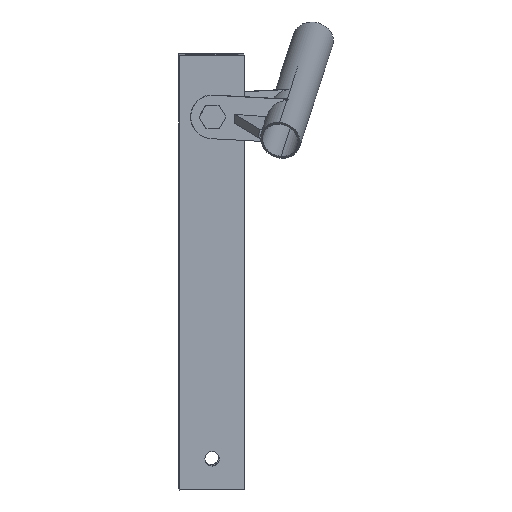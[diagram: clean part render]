
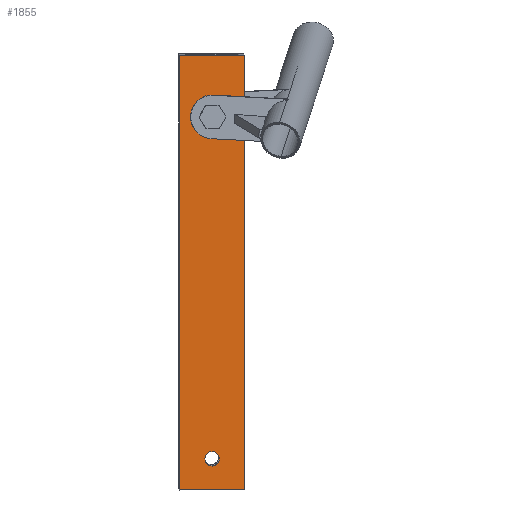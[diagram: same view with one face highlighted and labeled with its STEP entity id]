
A CAD part, left-side view. The second image highlights one B-rep face of the part: STEP entity #1855.
In plain terms, the highlighted face is planar.
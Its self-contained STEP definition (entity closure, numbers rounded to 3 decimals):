
#1755=CARTESIAN_POINT('Vertex',(-22.5,5.,-128.468)) ;
#1758=CARTESIAN_POINT('Axis2P3D Location',(-22.5,0.,-128.468)) ;
#1762=CARTESIAN_POINT('Vertex',(-22.5,-5.,-128.468)) ;
#1782=CARTESIAN_POINT('Axis2P3D Location',(-22.5,0.,-128.468)) ;
#1794=CARTESIAN_POINT('Axis2P3D Location',(-22.5,-22.5,0.)) ;
#1799=CARTESIAN_POINT('Line Origine',(-22.5,22.5,0.)) ;
#1803=CARTESIAN_POINT('Vertex',(-22.5,22.5,-150.)) ;
#1805=CARTESIAN_POINT('Vertex',(-22.5,22.5,150.)) ;
#1808=CARTESIAN_POINT('Line Origine',(-22.5,0.,-150.)) ;
#1812=CARTESIAN_POINT('Vertex',(-22.5,-22.5,-150.)) ;
#1815=CARTESIAN_POINT('Line Origine',(-22.5,-22.5,0.)) ;
#1819=CARTESIAN_POINT('Vertex',(-22.5,-22.5,150.)) ;
#1822=CARTESIAN_POINT('Line Origine',(-22.5,0.,150.)) ;
#1837=CARTESIAN_POINT('Axis2P3D Location',(-22.5,0.,107.659)) ;
#1841=CARTESIAN_POINT('Vertex',(-22.5,5.,107.659)) ;
#1843=CARTESIAN_POINT('Vertex',(-22.5,-5.,107.659)) ;
#1846=CARTESIAN_POINT('Axis2P3D Location',(-22.5,0.,107.659)) ;
#1759=DIRECTION('Axis2P3D Direction',(-1.,0.,0.)) ;
#1783=DIRECTION('Axis2P3D Direction',(-1.,0.,0.)) ;
#1795=DIRECTION('Axis2P3D Direction',(1.,0.,0.)) ;
#1796=DIRECTION('Axis2P3D XDirection',(0.,1.,0.)) ;
#1800=DIRECTION('Vector Direction',(0.,0.,1.)) ;
#1809=DIRECTION('Vector Direction',(0.,1.,0.)) ;
#1816=DIRECTION('Vector Direction',(0.,0.,1.)) ;
#1823=DIRECTION('Vector Direction',(0.,1.,0.)) ;
#1838=DIRECTION('Axis2P3D Direction',(1.,0.,0.)) ;
#1847=DIRECTION('Axis2P3D Direction',(1.,0.,0.)) ;
#1760=AXIS2_PLACEMENT_3D('Circle Axis2P3D',#1758,#1759,$) ;
#1784=AXIS2_PLACEMENT_3D('Circle Axis2P3D',#1782,#1783,$) ;
#1797=AXIS2_PLACEMENT_3D('Plane Axis2P3D',#1794,#1795,#1796) ;
#1839=AXIS2_PLACEMENT_3D('Circle Axis2P3D',#1837,#1838,$) ;
#1848=AXIS2_PLACEMENT_3D('Circle Axis2P3D',#1846,#1847,$) ;
#1828=ORIENTED_EDGE('',*,*,#1807,.F.) ;
#1829=ORIENTED_EDGE('',*,*,#1814,.T.) ;
#1830=ORIENTED_EDGE('',*,*,#1821,.T.) ;
#1831=ORIENTED_EDGE('',*,*,#1826,.F.) ;
#1834=ORIENTED_EDGE('',*,*,#1764,.F.) ;
#1835=ORIENTED_EDGE('',*,*,#1786,.F.) ;
#1852=ORIENTED_EDGE('',*,*,#1845,.F.) ;
#1853=ORIENTED_EDGE('',*,*,#1850,.F.) ;
#1836=FACE_BOUND('',#1833,.T.) ;
#1854=FACE_BOUND('',#1851,.T.) ;
#1801=VECTOR('Line Direction',#1800,1.) ;
#1810=VECTOR('Line Direction',#1809,1.) ;
#1817=VECTOR('Line Direction',#1816,1.) ;
#1824=VECTOR('Line Direction',#1823,1.) ;
#1855=ADVANCED_FACE('Corps principal',(#1832,#1836,#1854),#1798,.F.) ;
#1761=CIRCLE('generated circle',#1760,5.) ;
#1785=CIRCLE('generated circle',#1784,5.) ;
#1840=CIRCLE('generated circle',#1839,5.) ;
#1849=CIRCLE('generated circle',#1848,5.) ;
#1764=EDGE_CURVE('',#1756,#1763,#1761,.T.) ;
#1786=EDGE_CURVE('',#1763,#1756,#1785,.T.) ;
#1807=EDGE_CURVE('',#1804,#1806,#1802,.T.) ;
#1814=EDGE_CURVE('',#1804,#1813,#1811,.F.) ;
#1821=EDGE_CURVE('',#1813,#1820,#1818,.T.) ;
#1826=EDGE_CURVE('',#1806,#1820,#1825,.F.) ;
#1845=EDGE_CURVE('',#1842,#1844,#1840,.F.) ;
#1850=EDGE_CURVE('',#1844,#1842,#1849,.F.) ;
#1827=EDGE_LOOP('',(#1828,#1829,#1830,#1831)) ;
#1833=EDGE_LOOP('',(#1834,#1835)) ;
#1851=EDGE_LOOP('',(#1852,#1853)) ;
#1832=FACE_OUTER_BOUND('',#1827,.T.) ;
#1802=LINE('Line',#1799,#1801) ;
#1811=LINE('Line',#1808,#1810) ;
#1818=LINE('Line',#1815,#1817) ;
#1825=LINE('Line',#1822,#1824) ;
#1798=PLANE('Plane',#1797) ;
#1756=VERTEX_POINT('',#1755) ;
#1763=VERTEX_POINT('',#1762) ;
#1804=VERTEX_POINT('',#1803) ;
#1806=VERTEX_POINT('',#1805) ;
#1813=VERTEX_POINT('',#1812) ;
#1820=VERTEX_POINT('',#1819) ;
#1842=VERTEX_POINT('',#1841) ;
#1844=VERTEX_POINT('',#1843) ;
